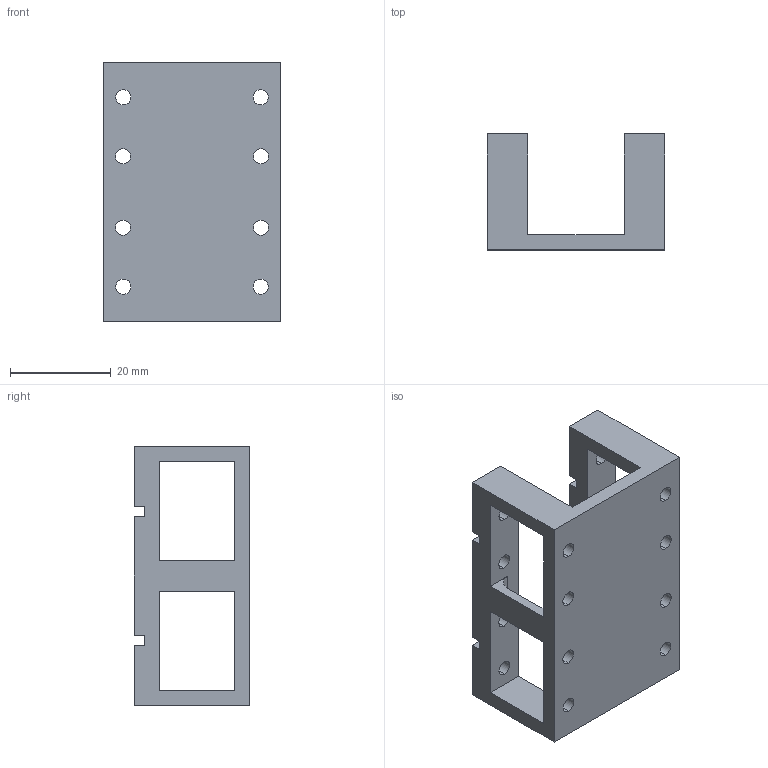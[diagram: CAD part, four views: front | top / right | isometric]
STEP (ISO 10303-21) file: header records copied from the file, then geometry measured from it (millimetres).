
FILE_DESCRIPTION (( 'STEP AP214' ), '1' );
FILE_NAME ('x1_3DP_servo_mount_under_main.STEP', '2021-05-05T02:16:02', ( '' ), ( '' ), 'SwSTEP 2.0', 'SolidWorks 2016', '' );
FILE_SCHEMA (( 'AUTOMOTIVE_DESIGN' ));
Length unit declared in the file: millimetre
Products named in the file (1): x1_3DP_servo_mount_under_main
Bounding box: 35.24 x 23 x 51.6 mm (x, y, z)
Volume: 10857.4 mm3; surface area: 9024.3 mm2
Topology: 1 solids, 1 shells, 74 faces, 228 edges, 152 vertices
Faces by surface type: plane 38, cylinder 36
Entity records: 2678 total; most frequent: ORIENTED_EDGE 456, CARTESIAN_POINT 455, DIRECTION 450, EDGE_CURVE 228, LINE 156, VECTOR 156, VERTEX_POINT 152, AXIS2_PLACEMENT_3D 147
